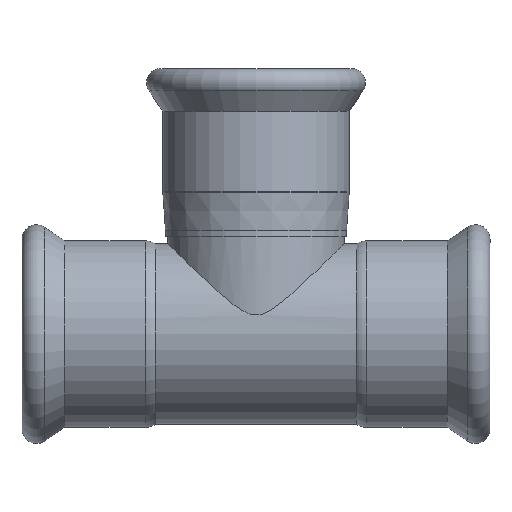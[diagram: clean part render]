
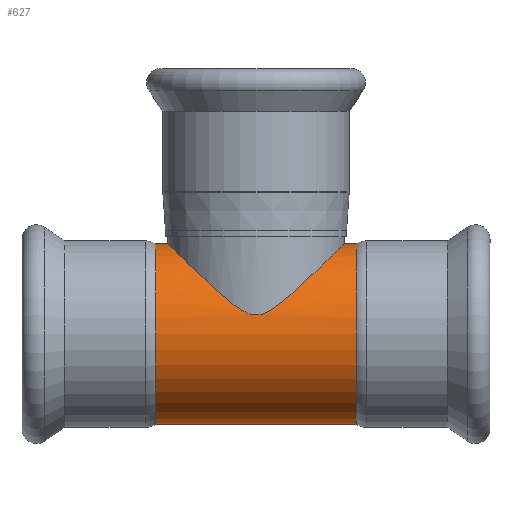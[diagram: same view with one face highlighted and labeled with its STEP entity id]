
A CAD part, front view. The second image highlights one B-rep face of the part: STEP entity #627.
In plain terms, the highlighted cylindrical face has radius 22 mm (diameter 44 mm), a full revolution.
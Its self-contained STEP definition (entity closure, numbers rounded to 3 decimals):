
#110=FACE_BOUND($,#209,.T.);
#111=FACE_BOUND($,#210,.T.);
#112=FACE_BOUND($,#211,.T.);
#158=B_SPLINE_CURVE_WITH_KNOTS($,3,(#1101,#1102,#1103,#1104,#1105,#1106,
#1107,#1108,#1109,#1110,#1111,#1112,#1113,#1114,#1115,#1116,#1117,#1118,
#1119,#1120,#1121,#1122,#1123,#1124,#1125,#1126,#1127,#1128,#1129,#1130,
#1131,#1132,#1133,#1134,#1135,#1136,#1137,#1138,#1139,#1140,#1141,#1142,
#1143,#1144,#1145,#1146,#1147,#1148,#1149,#1150,#1151,#1152,#1153,#1154,
#1155,#1156,#1157,#1158,#1159,#1160,#1161,#1162,#1163,#1164,#1165,#1166,
#1167,#1168,#1169,#1170,#1171,#1172,#1173,#1174),.UNSPECIFIED.,.T.,.F.,
(4,2,2,2,2,2,2,2,2,2,2,2,2,2,2,2,2,2,2,2,2,2,2,2,2,2,2,2,2,2,2,2,2,2,2,
2,4),(0.,0.266,0.533,1.066,1.599,
2.132,2.574,3.017,3.459,3.901,
4.344,4.786,5.228,5.671,6.204,
6.737,7.27,7.536,7.803,8.069,
8.336,8.869,9.402,9.935,10.377,
10.819,11.262,11.704,12.146,12.589,
13.031,13.474,14.007,14.539,15.072,
15.339,15.605),.UNSPECIFIED.);
#209=EDGE_LOOP($,(#477));
#210=EDGE_LOOP($,(#478));
#211=EDGE_LOOP($,(#479));
#302=CIRCLE($,#687,22.);
#303=CIRCLE($,#688,22.);
#351=VERTEX_POINT($,#1100);
#352=VERTEX_POINT($,#1175);
#353=VERTEX_POINT($,#1177);
#409=EDGE_CURVE($,#351,#351,#158,.T.);
#410=EDGE_CURVE($,#352,#352,#302,.T.);
#411=EDGE_CURVE($,#353,#353,#303,.T.);
#477=ORIENTED_EDGE($,*,*,#409,.T.);
#478=ORIENTED_EDGE($,*,*,#410,.F.);
#479=ORIENTED_EDGE($,*,*,#411,.T.);
#612=CYLINDRICAL_SURFACE($,#686,22.);
#627=ADVANCED_FACE($,(#110,#111,#112),#612,.T.);
#686=AXIS2_PLACEMENT_3D($,#1099,#796,#797);
#687=AXIS2_PLACEMENT_3D($,#1176,#798,#799);
#688=AXIS2_PLACEMENT_3D($,#1178,#800,#801);
#796=DIRECTION('center_axis',(1.,0.,0.));
#797=DIRECTION('ref_axis',(0.,1.,0.));
#798=DIRECTION('center_axis',(1.,0.,0.));
#799=DIRECTION('ref_axis',(0.,1.,0.));
#800=DIRECTION('center_axis',(1.,0.,0.));
#801=DIRECTION('ref_axis',(0.,1.,0.));
#1099=CARTESIAN_POINT('Origin',(0.,0.,0.));
#1100=CARTESIAN_POINT('',(0.,21.5,4.664));
#1101=CARTESIAN_POINT('Ctrl Pts',(0.,21.5,4.664));
#1102=CARTESIAN_POINT('Ctrl Pts',(0.888,21.5,4.664));
#1103=CARTESIAN_POINT('Ctrl Pts',(1.632,21.45,4.901));
#1104=CARTESIAN_POINT('Ctrl Pts',(3.031,21.297,5.527));
#1105=CARTESIAN_POINT('Ctrl Pts',(3.682,21.193,5.923));
#1106=CARTESIAN_POINT('Ctrl Pts',(5.619,20.795,7.24));
#1107=CARTESIAN_POINT('Ctrl Pts',(6.868,20.419,8.278));
#1108=CARTESIAN_POINT('Ctrl Pts',(9.387,19.39,10.463));
#1109=CARTESIAN_POINT('Ctrl Pts',(10.634,18.741,11.604));
#1110=CARTESIAN_POINT('Ctrl Pts',(13.022,17.167,13.825));
#1111=CARTESIAN_POINT('Ctrl Pts',(14.162,16.244,14.907));
#1112=CARTESIAN_POINT('Ctrl Pts',(16.067,14.339,16.728));
#1113=CARTESIAN_POINT('Ctrl Pts',(16.912,13.344,17.542));
#1114=CARTESIAN_POINT('Ctrl Pts',(18.45,11.121,19.03));
#1115=CARTESIAN_POINT('Ctrl Pts',(19.143,9.891,19.703));
#1116=CARTESIAN_POINT('Ctrl Pts',(20.287,7.261,20.816));
#1117=CARTESIAN_POINT('Ctrl Pts',(20.74,5.857,21.257));
#1118=CARTESIAN_POINT('Ctrl Pts',(21.346,2.964,21.849));
#1119=CARTESIAN_POINT('Ctrl Pts',(21.5,1.475,22.));
#1120=CARTESIAN_POINT('Ctrl Pts',(21.5,-1.475,22.));
#1121=CARTESIAN_POINT('Ctrl Pts',(21.346,-2.964,21.849));
#1122=CARTESIAN_POINT('Ctrl Pts',(20.74,-5.857,21.257));
#1123=CARTESIAN_POINT('Ctrl Pts',(20.287,-7.261,20.816));
#1124=CARTESIAN_POINT('Ctrl Pts',(19.143,-9.891,19.703));
#1125=CARTESIAN_POINT('Ctrl Pts',(18.45,-11.121,19.03));
#1126=CARTESIAN_POINT('Ctrl Pts',(16.912,-13.344,17.542));
#1127=CARTESIAN_POINT('Ctrl Pts',(16.067,-14.339,16.728));
#1128=CARTESIAN_POINT('Ctrl Pts',(14.162,-16.244,14.907));
#1129=CARTESIAN_POINT('Ctrl Pts',(13.022,-17.167,13.825));
#1130=CARTESIAN_POINT('Ctrl Pts',(10.634,-18.741,11.604));
#1131=CARTESIAN_POINT('Ctrl Pts',(9.387,-19.39,10.463));
#1132=CARTESIAN_POINT('Ctrl Pts',(6.868,-20.419,8.278));
#1133=CARTESIAN_POINT('Ctrl Pts',(5.619,-20.795,7.24));
#1134=CARTESIAN_POINT('Ctrl Pts',(3.682,-21.193,5.923));
#1135=CARTESIAN_POINT('Ctrl Pts',(3.031,-21.297,5.527));
#1136=CARTESIAN_POINT('Ctrl Pts',(1.632,-21.45,4.901));
#1137=CARTESIAN_POINT('Ctrl Pts',(0.888,-21.5,4.664));
#1138=CARTESIAN_POINT('Ctrl Pts',(-0.888,-21.5,4.664));
#1139=CARTESIAN_POINT('Ctrl Pts',(-1.632,-21.45,4.901));
#1140=CARTESIAN_POINT('Ctrl Pts',(-3.031,-21.297,5.527));
#1141=CARTESIAN_POINT('Ctrl Pts',(-3.682,-21.193,5.923));
#1142=CARTESIAN_POINT('Ctrl Pts',(-5.619,-20.795,7.24));
#1143=CARTESIAN_POINT('Ctrl Pts',(-6.868,-20.419,8.278));
#1144=CARTESIAN_POINT('Ctrl Pts',(-9.387,-19.39,10.463));
#1145=CARTESIAN_POINT('Ctrl Pts',(-10.634,-18.741,11.604));
#1146=CARTESIAN_POINT('Ctrl Pts',(-13.022,-17.167,13.825));
#1147=CARTESIAN_POINT('Ctrl Pts',(-14.162,-16.244,14.907));
#1148=CARTESIAN_POINT('Ctrl Pts',(-16.067,-14.339,16.728));
#1149=CARTESIAN_POINT('Ctrl Pts',(-16.912,-13.344,17.542));
#1150=CARTESIAN_POINT('Ctrl Pts',(-18.45,-11.121,19.03));
#1151=CARTESIAN_POINT('Ctrl Pts',(-19.143,-9.891,19.703));
#1152=CARTESIAN_POINT('Ctrl Pts',(-20.287,-7.261,20.816));
#1153=CARTESIAN_POINT('Ctrl Pts',(-20.74,-5.857,21.257));
#1154=CARTESIAN_POINT('Ctrl Pts',(-21.346,-2.964,21.849));
#1155=CARTESIAN_POINT('Ctrl Pts',(-21.5,-1.475,22.));
#1156=CARTESIAN_POINT('Ctrl Pts',(-21.5,1.475,22.));
#1157=CARTESIAN_POINT('Ctrl Pts',(-21.346,2.964,21.849));
#1158=CARTESIAN_POINT('Ctrl Pts',(-20.74,5.857,21.257));
#1159=CARTESIAN_POINT('Ctrl Pts',(-20.287,7.261,20.816));
#1160=CARTESIAN_POINT('Ctrl Pts',(-19.143,9.891,19.703));
#1161=CARTESIAN_POINT('Ctrl Pts',(-18.45,11.121,19.03));
#1162=CARTESIAN_POINT('Ctrl Pts',(-16.912,13.344,17.542));
#1163=CARTESIAN_POINT('Ctrl Pts',(-16.067,14.339,16.728));
#1164=CARTESIAN_POINT('Ctrl Pts',(-14.162,16.244,14.907));
#1165=CARTESIAN_POINT('Ctrl Pts',(-13.022,17.167,13.825));
#1166=CARTESIAN_POINT('Ctrl Pts',(-10.634,18.741,11.604));
#1167=CARTESIAN_POINT('Ctrl Pts',(-9.387,19.39,10.463));
#1168=CARTESIAN_POINT('Ctrl Pts',(-6.868,20.419,8.278));
#1169=CARTESIAN_POINT('Ctrl Pts',(-5.619,20.795,7.24));
#1170=CARTESIAN_POINT('Ctrl Pts',(-3.682,21.193,5.923));
#1171=CARTESIAN_POINT('Ctrl Pts',(-3.031,21.297,5.527));
#1172=CARTESIAN_POINT('Ctrl Pts',(-1.632,21.45,4.901));
#1173=CARTESIAN_POINT('Ctrl Pts',(-0.888,21.5,4.664));
#1174=CARTESIAN_POINT('Ctrl Pts',(0.,21.5,4.664));
#1175=CARTESIAN_POINT('',(27.,22.,0.));
#1176=CARTESIAN_POINT('Origin',(27.,0.,0.));
#1177=CARTESIAN_POINT('',(-27.,22.,0.));
#1178=CARTESIAN_POINT('Origin',(-27.,0.,0.));
